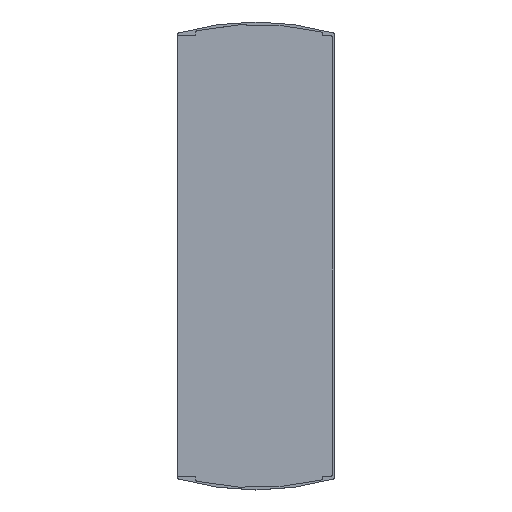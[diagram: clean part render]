
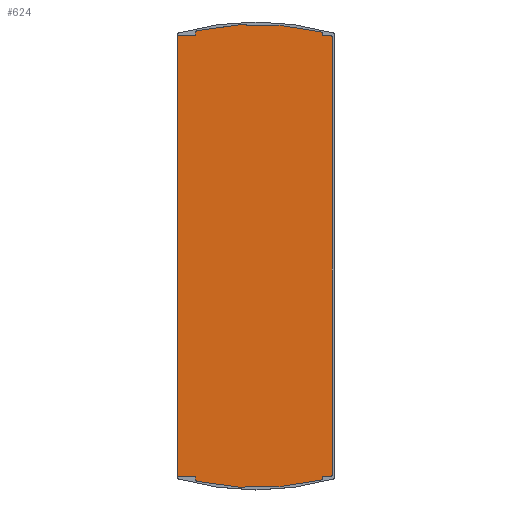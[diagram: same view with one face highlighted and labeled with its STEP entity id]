
A CAD part, top view. The second image highlights one B-rep face of the part: STEP entity #624.
In plain terms, the highlighted planar face has unit normal (0, 0, 1).
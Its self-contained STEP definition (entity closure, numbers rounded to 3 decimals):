
#15 = AXIS2_PLACEMENT_3D ( 'NONE', #324, #549, #478 ) ;
#21 = EDGE_CURVE ( 'NONE', #585, #752, #872, .T. ) ;
#22 = CARTESIAN_POINT ( 'NONE',  ( -25.925, 131.25, 2. ) ) ;
#28 = DIRECTION ( 'NONE',  ( 0., 0., -1. ) ) ;
#33 = EDGE_CURVE ( 'NONE', #603, #712, #732, .T. ) ;
#38 = ORIENTED_EDGE ( 'NONE', *, *, #120, .T. ) ;
#39 = EDGE_CURVE ( 'NONE', #849, #312, #364, .T. ) ;
#40 = CARTESIAN_POINT ( 'NONE',  ( 28.575, 131.733, 2. ) ) ;
#41 = LINE ( 'NONE', #699, #202 ) ;
#45 = LINE ( 'NONE', #189, #438 ) ;
#49 = ORIENTED_EDGE ( 'NONE', *, *, #472, .T. ) ;
#55 = AXIS2_PLACEMENT_3D ( 'NONE', #380, #28, #302 ) ;
#58 = FACE_OUTER_BOUND ( 'NONE', #764, .T. ) ;
#72 = DIRECTION ( 'NONE',  ( 0., 1., 0. ) ) ;
#82 = VERTEX_POINT ( 'NONE', #604 ) ;
#87 = LINE ( 'NONE', #373, #186 ) ;
#89 = ORIENTED_EDGE ( 'NONE', *, *, #893, .T. ) ;
#90 = ORIENTED_EDGE ( 'NONE', *, *, #841, .T. ) ;
#100 = ORIENTED_EDGE ( 'NONE', *, *, #449, .F. ) ;
#109 = ORIENTED_EDGE ( 'NONE', *, *, #231, .T. ) ;
#112 = CARTESIAN_POINT ( 'NONE',  ( -25.925, 131.25, 2. ) ) ;
#115 = DIRECTION ( 'NONE',  ( 0., 1., 0. ) ) ;
#120 = EDGE_CURVE ( 'NONE', #82, #402, #776, .T. ) ;
#121 = ORIENTED_EDGE ( 'NONE', *, *, #414, .F. ) ;
#126 = DIRECTION ( 'NONE',  ( 0., 1., 0. ) ) ;
#134 = VERTEX_POINT ( 'NONE', #629 ) ;
#150 = CIRCLE ( 'NONE', #500, 1. ) ;
#162 = VERTEX_POINT ( 'NONE', #491 ) ;
#165 = AXIS2_PLACEMENT_3D ( 'NONE', #655, #811, #749 ) ;
#175 = DIRECTION ( 'NONE',  ( -1., 0., 0. ) ) ;
#178 = VERTEX_POINT ( 'NONE', #761 ) ;
#184 = CARTESIAN_POINT ( 'NONE',  ( 28.575, -57.733, 2. ) ) ;
#186 = VECTOR ( 'NONE', #446, 1000. ) ;
#187 = AXIS2_PLACEMENT_3D ( 'NONE', #931, #565, #461 ) ;
#189 = CARTESIAN_POINT ( 'NONE',  ( -25.925, -57.25, 2. ) ) ;
#202 = VECTOR ( 'NONE', #126, 1000. ) ;
#206 = CARTESIAN_POINT ( 'NONE',  ( 32.625, -56.25, 2. ) ) ;
#216 = ORIENTED_EDGE ( 'NONE', *, *, #395, .F. ) ;
#221 = ORIENTED_EDGE ( 'NONE', *, *, #542, .F. ) ;
#231 = EDGE_CURVE ( 'NONE', #134, #162, #362, .T. ) ;
#240 = ORIENTED_EDGE ( 'NONE', *, *, #717, .F. ) ;
#249 = VERTEX_POINT ( 'NONE', #743 ) ;
#265 = VERTEX_POINT ( 'NONE', #659 ) ;
#273 = CIRCLE ( 'NONE', #55, 1. ) ;
#276 = AXIS2_PLACEMENT_3D ( 'NONE', #488, #930, #936 ) ;
#295 = LINE ( 'NONE', #682, #692 ) ;
#300 = ORIENTED_EDGE ( 'NONE', *, *, #308, .T. ) ;
#302 = DIRECTION ( 'NONE',  ( -1., 0., 0. ) ) ;
#308 = EDGE_CURVE ( 'NONE', #938, #703, #588, .T. ) ;
#312 = VERTEX_POINT ( 'NONE', #418 ) ;
#323 = ORIENTED_EDGE ( 'NONE', *, *, #526, .T. ) ;
#324 = CARTESIAN_POINT ( 'NONE',  ( 0., 57., 2. ) ) ;
#327 = LINE ( 'NONE', #868, #874 ) ;
#357 = CARTESIAN_POINT ( 'NONE',  ( 28.575, -57.733, 2. ) ) ;
#360 = DIRECTION ( 'NONE',  ( 0., 1., 0. ) ) ;
#362 = LINE ( 'NONE', #428, #517 ) ;
#364 = CIRCLE ( 'NONE', #916, 1. ) ;
#369 = CARTESIAN_POINT ( 'NONE',  ( -25.925, 132.338, 2. ) ) ;
#373 = CARTESIAN_POINT ( 'NONE',  ( -33.625, -57.25, 2. ) ) ;
#374 = DIRECTION ( 'NONE',  ( 0., 0., 1. ) ) ;
#380 = CARTESIAN_POINT ( 'NONE',  ( 31.625, 130.25, 2. ) ) ;
#391 = VECTOR ( 'NONE', #545, 1000. ) ;
#395 = EDGE_CURVE ( 'NONE', #661, #456, #295, .T. ) ;
#402 = VERTEX_POINT ( 'NONE', #898 ) ;
#408 = CARTESIAN_POINT ( 'NONE',  ( 32.625, 130.25, 2. ) ) ;
#414 = EDGE_CURVE ( 'NONE', #456, #703, #273, .T. ) ;
#418 = CARTESIAN_POINT ( 'NONE',  ( 28.575, 131.733, 2. ) ) ;
#419 = CARTESIAN_POINT ( 'NONE',  ( 28.575, 131.25, 2. ) ) ;
#428 = CARTESIAN_POINT ( 'NONE',  ( 28.575, -57.25, 2. ) ) ;
#438 = VECTOR ( 'NONE', #546, 1000. ) ;
#442 = CARTESIAN_POINT ( 'NONE',  ( -25.925, -57.25, 2. ) ) ;
#446 = DIRECTION ( 'NONE',  ( 1., 0., 0. ) ) ;
#449 = EDGE_CURVE ( 'NONE', #712, #249, #653, .T. ) ;
#452 = AXIS2_PLACEMENT_3D ( 'NONE', #674, #374, #888 ) ;
#456 = VERTEX_POINT ( 'NONE', #463 ) ;
#461 = DIRECTION ( 'NONE',  ( 1., 0., 0. ) ) ;
#463 = CARTESIAN_POINT ( 'NONE',  ( 31.625, 131.25, 2. ) ) ;
#471 = VERTEX_POINT ( 'NONE', #442 ) ;
#472 = EDGE_CURVE ( 'NONE', #265, #471, #87, .T. ) ;
#473 = VECTOR ( 'NONE', #72, 1000. ) ;
#478 = DIRECTION ( 'NONE',  ( 1., 0., 0. ) ) ;
#485 = ORIENTED_EDGE ( 'NONE', *, *, #33, .F. ) ;
#488 = CARTESIAN_POINT ( 'NONE',  ( -24.925, 132.338, 2. ) ) ;
#491 = CARTESIAN_POINT ( 'NONE',  ( 31.625, -57.25, 2. ) ) ;
#492 = LINE ( 'NONE', #40, #391 ) ;
#493 = DIRECTION ( 'NONE',  ( 1., 0., 0. ) ) ;
#500 = AXIS2_PLACEMENT_3D ( 'NONE', #891, #903, #688 ) ;
#517 = VECTOR ( 'NONE', #493, 1000. ) ;
#526 = EDGE_CURVE ( 'NONE', #471, #82, #45, .T. ) ;
#542 = EDGE_CURVE ( 'NONE', #265, #178, #41, .T. ) ;
#545 = DIRECTION ( 'NONE',  ( 0., -1., 0. ) ) ;
#546 = DIRECTION ( 'NONE',  ( 0., -1., 0. ) ) ;
#549 = DIRECTION ( 'NONE',  ( 0., 0., 1. ) ) ;
#550 = ORIENTED_EDGE ( 'NONE', *, *, #39, .F. ) ;
#565 = DIRECTION ( 'NONE',  ( 0., 0., 1. ) ) ;
#585 = VERTEX_POINT ( 'NONE', #715 ) ;
#588 = LINE ( 'NONE', #206, #473 ) ;
#594 = DIRECTION ( 'NONE',  ( -1., 0., 0. ) ) ;
#599 = EDGE_CURVE ( 'NONE', #178, #603, #327, .T. ) ;
#603 = VERTEX_POINT ( 'NONE', #112 ) ;
#604 = CARTESIAN_POINT ( 'NONE',  ( -25.925, -58.338, 2. ) ) ;
#605 = ORIENTED_EDGE ( 'NONE', *, *, #21, .T. ) ;
#617 = PLANE ( 'NONE',  #276 ) ;
#618 = ORIENTED_EDGE ( 'NONE', *, *, #777, .T. ) ;
#624 = ADVANCED_FACE ( 'NONE', ( #58 ), #617, .F. ) ;
#629 = CARTESIAN_POINT ( 'NONE',  ( 28.575, -57.25, 2. ) ) ;
#634 = DIRECTION ( 'NONE',  ( 1., 0., 0. ) ) ;
#639 = CIRCLE ( 'NONE', #165, 119. ) ;
#640 = CARTESIAN_POINT ( 'NONE',  ( 27.809, 132.705, 2. ) ) ;
#653 = CIRCLE ( 'NONE', #759, 1. ) ;
#655 = CARTESIAN_POINT ( 'NONE',  ( 0., 17., 2. ) ) ;
#659 = CARTESIAN_POINT ( 'NONE',  ( -33.625, -57.25, 2. ) ) ;
#661 = VERTEX_POINT ( 'NONE', #419 ) ;
#668 = CARTESIAN_POINT ( 'NONE',  ( 32.625, -56.25, 2. ) ) ;
#674 = CARTESIAN_POINT ( 'NONE',  ( 27.575, -57.733, 2. ) ) ;
#682 = CARTESIAN_POINT ( 'NONE',  ( 28.575, 131.25, 2. ) ) ;
#688 = DIRECTION ( 'NONE',  ( 1., 0., 0. ) ) ;
#689 = DIRECTION ( 'NONE',  ( 0., 0., -1. ) ) ;
#692 = VECTOR ( 'NONE', #823, 1000. ) ;
#699 = CARTESIAN_POINT ( 'NONE',  ( -33.625, -57.25, 2. ) ) ;
#703 = VERTEX_POINT ( 'NONE', #408 ) ;
#712 = VERTEX_POINT ( 'NONE', #369 ) ;
#715 = CARTESIAN_POINT ( 'NONE',  ( 27.809, -58.705, 2. ) ) ;
#717 = EDGE_CURVE ( 'NONE', #249, #849, #639, .T. ) ;
#732 = LINE ( 'NONE', #22, #836 ) ;
#743 = CARTESIAN_POINT ( 'NONE',  ( -25.136, 133.315, 2. ) ) ;
#749 = DIRECTION ( 'NONE',  ( -1., 0., 0. ) ) ;
#752 = VERTEX_POINT ( 'NONE', #357 ) ;
#759 = AXIS2_PLACEMENT_3D ( 'NONE', #910, #689, #175 ) ;
#761 = CARTESIAN_POINT ( 'NONE',  ( -33.625, 131.25, 2. ) ) ;
#764 = EDGE_LOOP ( 'NONE', ( #100, #485, #838, #221, #49, #323, #38, #89, #605, #90, #109, #618, #300, #121, #216, #843, #550, #240 ) ) ;
#776 = CIRCLE ( 'NONE', #187, 1. ) ;
#777 = EDGE_CURVE ( 'NONE', #162, #938, #150, .T. ) ;
#805 = CIRCLE ( 'NONE', #15, 119. ) ;
#811 = DIRECTION ( 'NONE',  ( 0., 0., -1. ) ) ;
#822 = CARTESIAN_POINT ( 'NONE',  ( 27.575, 131.733, 2. ) ) ;
#823 = DIRECTION ( 'NONE',  ( 1., 0., 0. ) ) ;
#825 = EDGE_CURVE ( 'NONE', #312, #661, #492, .T. ) ;
#836 = VECTOR ( 'NONE', #360, 1000. ) ;
#838 = ORIENTED_EDGE ( 'NONE', *, *, #599, .F. ) ;
#841 = EDGE_CURVE ( 'NONE', #752, #134, #851, .T. ) ;
#843 = ORIENTED_EDGE ( 'NONE', *, *, #825, .F. ) ;
#849 = VERTEX_POINT ( 'NONE', #640 ) ;
#851 = LINE ( 'NONE', #184, #945 ) ;
#868 = CARTESIAN_POINT ( 'NONE',  ( -33.625, 131.25, 2. ) ) ;
#872 = CIRCLE ( 'NONE', #452, 1. ) ;
#874 = VECTOR ( 'NONE', #634, 1000. ) ;
#888 = DIRECTION ( 'NONE',  ( 1., 0., 0. ) ) ;
#891 = CARTESIAN_POINT ( 'NONE',  ( 31.625, -56.25, 2. ) ) ;
#893 = EDGE_CURVE ( 'NONE', #402, #585, #805, .T. ) ;
#898 = CARTESIAN_POINT ( 'NONE',  ( -25.136, -59.315, 2. ) ) ;
#903 = DIRECTION ( 'NONE',  ( 0., 0., 1. ) ) ;
#906 = DIRECTION ( 'NONE',  ( 0., 0., -1. ) ) ;
#910 = CARTESIAN_POINT ( 'NONE',  ( -24.925, 132.338, 2. ) ) ;
#916 = AXIS2_PLACEMENT_3D ( 'NONE', #822, #906, #594 ) ;
#930 = DIRECTION ( 'NONE',  ( 0., 0., -1. ) ) ;
#931 = CARTESIAN_POINT ( 'NONE',  ( -24.925, -58.338, 2. ) ) ;
#936 = DIRECTION ( 'NONE',  ( -1., 0., 0. ) ) ;
#938 = VERTEX_POINT ( 'NONE', #668 ) ;
#945 = VECTOR ( 'NONE', #115, 1000. ) ;
